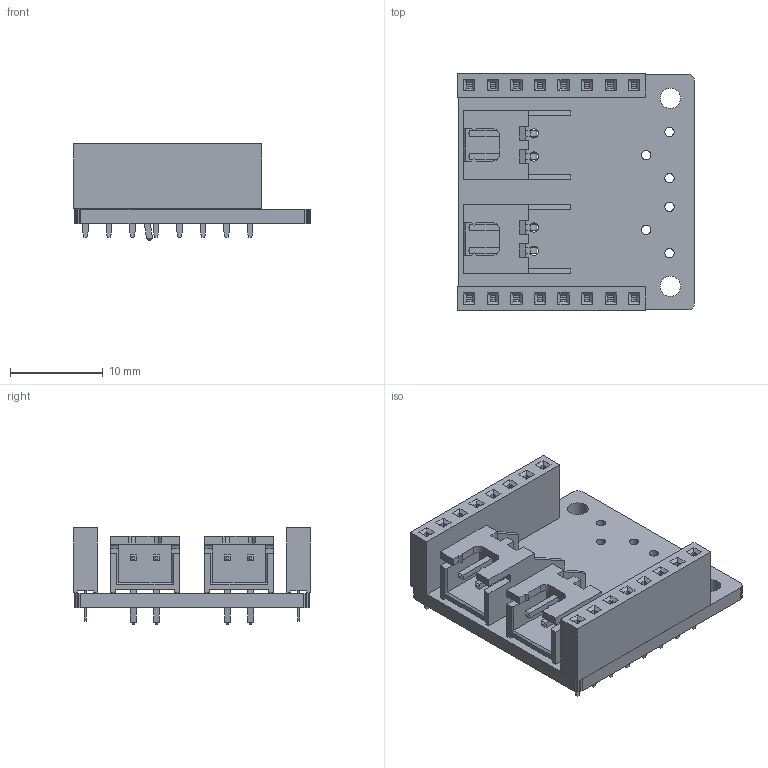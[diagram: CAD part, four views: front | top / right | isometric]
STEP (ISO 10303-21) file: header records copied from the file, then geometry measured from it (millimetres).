
FILE_DESCRIPTION(('KiCad electronic assembly'),'2;1');
FILE_NAME('FSR Bed Sensor V2.step','2023-02-24T16:26:08',('Pcbnew'),( 'Kicad'),'Open CASCADE STEP processor 7.6','KiCad to STEP converter' ,'Unknown');
FILE_SCHEMA(('AUTOMOTIVE_DESIGN { 1 0 10303 214 1 1 1 1 }'));
Length unit declared in the file: millimetre
Products named in the file (6): FSR Bed Sensor V2 1; JST_XH_S2B-XH-A-1_1x02_P2.50mm_Horizontal; SOLID; PinSocket_1x08_P2.54mm_Vertical; PCB
Assembly tree (7 placements, depth 3):
  FSR Bed Sensor V2 1
    JST_XH_S2B-XH-A-1_1x02_P2.50mm_Horizontal  x2
      SOLID
    PinSocket_1x08_P2.54mm_Vertical  x2
      SOLID
    PCB
Bounding box: 25.55 x 25.54 x 10.4 mm (x, y, z)
Volume: 2013.5 mm3; surface area: 3753.6 mm2
Topology: 5 solids, 5 shells, 784 faces, 2070 edges, 1352 vertices
Faces by surface type: plane 740, cylinder 44
Full cylindrical faces by diameter (mm): 1 x26, 2.2 x2
Entity records: 30326 total; most frequent: CARTESIAN_POINT 4878, DIRECTION 4227, LINE 3213, VECTOR 3213, ORIENTED_EDGE 2238, PCURVE 2238, DEFINITIONAL_REPRESENTATION 2238, EDGE_CURVE 1119
